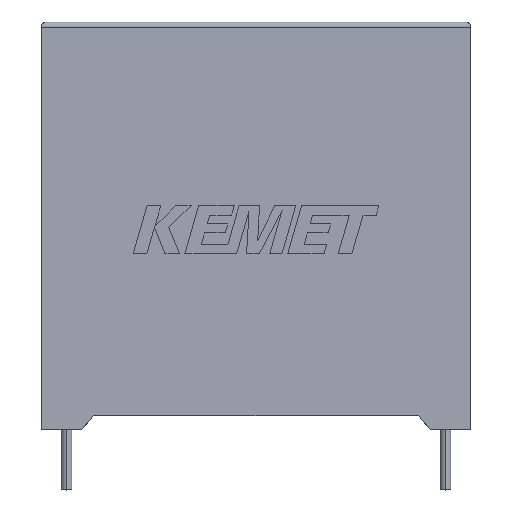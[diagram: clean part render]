
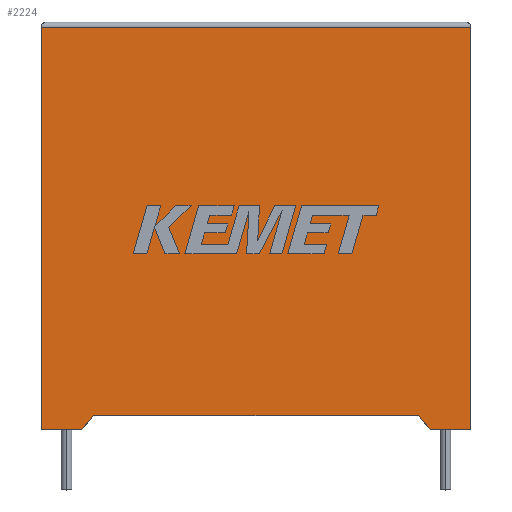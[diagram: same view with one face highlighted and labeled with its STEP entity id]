
A CAD part, top view. The second image highlights one B-rep face of the part: STEP entity #2224.
In plain terms, the highlighted planar face has unit normal (0, 0, 1).
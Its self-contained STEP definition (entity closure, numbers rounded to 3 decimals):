
#50 = LINE ( 'NONE', #1848, #943 ) ;
#201 = DIRECTION ( 'NONE',  ( 0., 1., 0. ) ) ;
#302 = VECTOR ( 'NONE', #864, 1000. ) ;
#326 = LINE ( 'NONE', #1263, #851 ) ;
#372 = EDGE_CURVE ( 'NONE', #2195, #473, #2524, .T. ) ;
#412 = EDGE_CURVE ( 'NONE', #780, #1321, #2861, .T. ) ;
#421 = DIRECTION ( 'NONE',  ( -1., 0., 0. ) ) ;
#457 = VECTOR ( 'NONE', #421, 1000. ) ;
#458 = CARTESIAN_POINT ( 'NONE',  ( 5.18, 1.39, 20.3 ) ) ;
#472 = PLANE ( 'NONE',  #3027 ) ;
#473 = VERTEX_POINT ( 'NONE', #2450 ) ;
#606 = ORIENTED_EDGE ( 'NONE', *, *, #1215, .F. ) ;
#616 = DIRECTION ( 'NONE',  ( 0., 0., -1. ) ) ;
#753 = DIRECTION ( 'NONE',  ( 1., 0., 0. ) ) ;
#780 = VERTEX_POINT ( 'NONE', #1957 ) ;
#832 = ORIENTED_EDGE ( 'NONE', *, *, #2380, .T. ) ;
#851 = VECTOR ( 'NONE', #2187, 1000. ) ;
#864 = DIRECTION ( 'NONE',  ( -0.647, -0.762, 0. ) ) ;
#904 = EDGE_CURVE ( 'NONE', #2979, #2900, #2321, .T. ) ;
#925 = LINE ( 'NONE', #2335, #2922 ) ;
#943 = VECTOR ( 'NONE', #753, 1000. ) ;
#945 = DIRECTION ( 'NONE',  ( 0., -1., 0. ) ) ;
#1048 = EDGE_CURVE ( 'NONE', #2900, #2477, #925, .T. ) ;
#1100 = EDGE_LOOP ( 'NONE', ( #1399, #1981, #2946, #832, #1499, #606, #2034, #2342 ) ) ;
#1155 = FACE_OUTER_BOUND ( 'NONE', #1100, .T. ) ;
#1166 = DIRECTION ( 'NONE',  ( 0.647, -0.762, 0. ) ) ;
#1215 = EDGE_CURVE ( 'NONE', #2979, #2195, #326, .T. ) ;
#1263 = CARTESIAN_POINT ( 'NONE',  ( 21.25, 1.39, 20.3 ) ) ;
#1321 = VERTEX_POINT ( 'NONE', #2992 ) ;
#1358 = CARTESIAN_POINT ( 'NONE',  ( 42.5, 0., 20.3 ) ) ;
#1399 = ORIENTED_EDGE ( 'NONE', *, *, #2846, .T. ) ;
#1400 = CARTESIAN_POINT ( 'NONE',  ( 38.5, 0., 20.3 ) ) ;
#1499 = ORIENTED_EDGE ( 'NONE', *, *, #372, .F. ) ;
#1520 = VECTOR ( 'NONE', #945, 1000. ) ;
#1597 = LINE ( 'NONE', #2818, #457 ) ;
#1656 = CARTESIAN_POINT ( 'NONE',  ( 0., 0., 20.3 ) ) ;
#1803 = DIRECTION ( 'NONE',  ( -1., 0., 0. ) ) ;
#1817 = CARTESIAN_POINT ( 'NONE',  ( 42.5, 0., 20.3 ) ) ;
#1848 = CARTESIAN_POINT ( 'NONE',  ( 0., 0., 20.3 ) ) ;
#1865 = VECTOR ( 'NONE', #201, 1000. ) ;
#1957 = CARTESIAN_POINT ( 'NONE',  ( 0., 39.8, 20.3 ) ) ;
#1981 = ORIENTED_EDGE ( 'NONE', *, *, #2593, .T. ) ;
#2003 = CARTESIAN_POINT ( 'NONE',  ( 37.32, 1.39, 20.3 ) ) ;
#2033 = DIRECTION ( 'NONE',  ( 1., 0., 0. ) ) ;
#2034 = ORIENTED_EDGE ( 'NONE', *, *, #904, .T. ) ;
#2081 = CARTESIAN_POINT ( 'NONE',  ( 0., 0., 20.3 ) ) ;
#2187 = DIRECTION ( 'NONE',  ( -1., 0., 0. ) ) ;
#2195 = VERTEX_POINT ( 'NONE', #458 ) ;
#2224 = ADVANCED_FACE ( 'NONE', ( #1155 ), #472, .F. ) ;
#2276 = CARTESIAN_POINT ( 'NONE',  ( 38.5, 0., 20.3 ) ) ;
#2321 = LINE ( 'NONE', #1400, #2875 ) ;
#2335 = CARTESIAN_POINT ( 'NONE',  ( 0., 0., 20.3 ) ) ;
#2342 = ORIENTED_EDGE ( 'NONE', *, *, #1048, .T. ) ;
#2344 = VERTEX_POINT ( 'NONE', #2847 ) ;
#2380 = EDGE_CURVE ( 'NONE', #1321, #473, #50, .T. ) ;
#2450 = CARTESIAN_POINT ( 'NONE',  ( 4., 0., 20.3 ) ) ;
#2477 = VERTEX_POINT ( 'NONE', #1817 ) ;
#2524 = LINE ( 'NONE', #2534, #302 ) ;
#2534 = CARTESIAN_POINT ( 'NONE',  ( 4., 0., 20.3 ) ) ;
#2593 = EDGE_CURVE ( 'NONE', #2344, #780, #1597, .T. ) ;
#2765 = LINE ( 'NONE', #1358, #1865 ) ;
#2818 = CARTESIAN_POINT ( 'NONE',  ( 0., 39.8, 20.3 ) ) ;
#2846 = EDGE_CURVE ( 'NONE', #2477, #2344, #2765, .T. ) ;
#2847 = CARTESIAN_POINT ( 'NONE',  ( 42.5, 39.8, 20.3 ) ) ;
#2861 = LINE ( 'NONE', #2081, #1520 ) ;
#2875 = VECTOR ( 'NONE', #1166, 1000. ) ;
#2900 = VERTEX_POINT ( 'NONE', #2276 ) ;
#2922 = VECTOR ( 'NONE', #2033, 1000. ) ;
#2946 = ORIENTED_EDGE ( 'NONE', *, *, #412, .T. ) ;
#2979 = VERTEX_POINT ( 'NONE', #2003 ) ;
#2992 = CARTESIAN_POINT ( 'NONE',  ( 0., 0., 20.3 ) ) ;
#3027 = AXIS2_PLACEMENT_3D ( 'NONE', #1656, #616, #1803 ) ;
